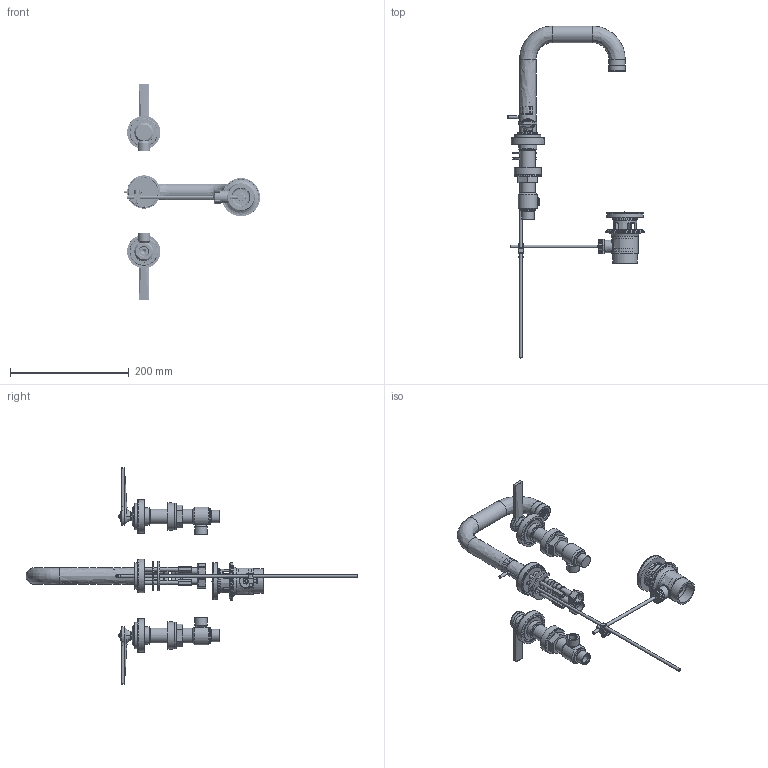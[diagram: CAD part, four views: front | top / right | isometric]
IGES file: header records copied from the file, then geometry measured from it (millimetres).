
Global section: file name: V7K15LF; native system: Autodesk Inventor 2018; preprocessor: unknown; author: clarkin; date: 20171004.153610; units: millimetre
Bounding box: 228.89 x 558.2 x 363.78 mm (x, y, z)
Volume: 505205.3 mm3; surface area: 294879 mm2
Topology: 67 solids, 67 shells, 3032 faces, 7896 edges, 5149 vertices
Faces by surface type: bspline 3032
